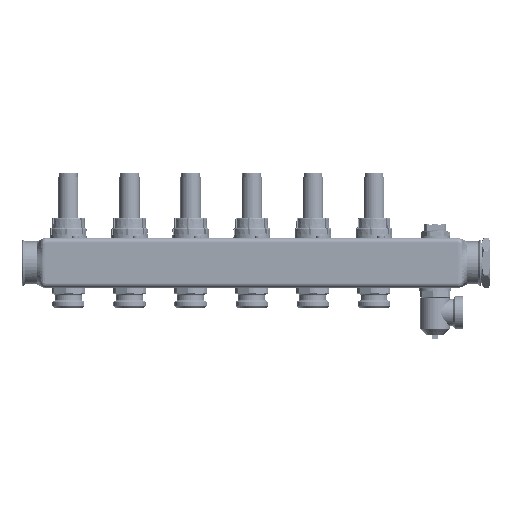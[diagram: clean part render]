
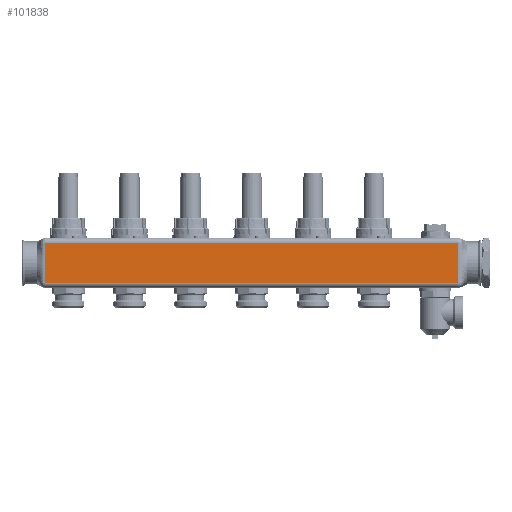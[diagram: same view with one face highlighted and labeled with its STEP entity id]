
A CAD part, top view. The second image highlights one B-rep face of the part: STEP entity #101838.
In plain terms, the highlighted planar face has unit normal (0, 0, 1).
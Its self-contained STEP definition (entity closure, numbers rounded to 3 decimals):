
#61333=CARTESIAN_POINT('',(-19.,16.302,
20.5));
#61554=DIRECTION('',(1.,0.,0.));
#61555=VECTOR('',#61554,338.);
#61556=CARTESIAN_POINT('',(-19.,-16.302,
20.5));
#61557=LINE('',#61556,#61555);
#61558=DIRECTION('',(1.,0.,0.));
#61559=VECTOR('',#61558,338.);
#61560=CARTESIAN_POINT('',(-19.,16.302,
20.5));
#61561=LINE('',#61560,#61559);
#61562=CARTESIAN_POINT('',(319.,16.302,20.5));
#61563=CARTESIAN_POINT('',(319.,15.592,20.5));
#61564=CARTESIAN_POINT('',(319.,14.183,20.5));
#61565=CARTESIAN_POINT('',(319.,11.401,20.5));
#61566=CARTESIAN_POINT('',(319.,7.989,20.5));
#61567=CARTESIAN_POINT('',(319.,4.643,20.5));
#61568=CARTESIAN_POINT('',(319.,1.987,20.5));
#61569=CARTESIAN_POINT('',(319.,-0.662,
20.5));
#61570=CARTESIAN_POINT('',(319.,-3.311,
20.5));
#61571=CARTESIAN_POINT('',(319.,-5.981,
20.5));
#61572=CARTESIAN_POINT('',(319.,-7.999,
20.5));
#61573=CARTESIAN_POINT('',(319.,-10.036,
20.5));
#61574=CARTESIAN_POINT('',(319.,-11.753,
20.5));
#61575=CARTESIAN_POINT('',(319.,-12.966,
20.5));
#61576=CARTESIAN_POINT('',(319.,-13.663,
20.5));
#61577=CARTESIAN_POINT('',(319.,-14.187,
20.5));
#61578=CARTESIAN_POINT('',(319.,-14.713,
20.5));
#61579=CARTESIAN_POINT('',(319.,-15.153,
20.5));
#61580=CARTESIAN_POINT('',(319.,-15.506,
20.5));
#61581=CARTESIAN_POINT('',(319.,-15.771,
20.5));
#61582=CARTESIAN_POINT('',(319.,-15.992,
20.5));
#61583=CARTESIAN_POINT('',(319.,-16.169,
20.5));
#61584=CARTESIAN_POINT('',(319.,-16.258,
20.5));
#61585=CARTESIAN_POINT('',(319.,-16.302,
20.5));
#61820=CARTESIAN_POINT('',(-19.,16.302,
20.5));
#61821=CARTESIAN_POINT('',(-19.,15.592,
20.5));
#61822=CARTESIAN_POINT('',(-19.,14.183,
20.5));
#61823=CARTESIAN_POINT('',(-19.,11.401,
20.5));
#61824=CARTESIAN_POINT('',(-19.,7.989,
20.5));
#61825=CARTESIAN_POINT('',(-19.,4.643,
20.5));
#61826=CARTESIAN_POINT('',(-19.,1.987,
20.5));
#61827=CARTESIAN_POINT('',(-19.,-0.662,
20.5));
#61828=CARTESIAN_POINT('',(-19.,-3.311,
20.5));
#61829=CARTESIAN_POINT('',(-19.,-5.981,
20.5));
#61830=CARTESIAN_POINT('',(-19.,-7.999,
20.5));
#61831=CARTESIAN_POINT('',(-19.,-10.036,
20.5));
#61832=CARTESIAN_POINT('',(-19.,-11.753,
20.5));
#61833=CARTESIAN_POINT('',(-19.,-12.966,
20.5));
#61834=CARTESIAN_POINT('',(-19.,-13.663,
20.5));
#61835=CARTESIAN_POINT('',(-19.,-14.187,
20.5));
#61836=CARTESIAN_POINT('',(-19.,-14.713,
20.5));
#61837=CARTESIAN_POINT('',(-19.,-15.153,
20.5));
#61838=CARTESIAN_POINT('',(-19.,-15.506,
20.5));
#61839=CARTESIAN_POINT('',(-19.,-15.771,
20.5));
#61840=CARTESIAN_POINT('',(-19.,-15.992,
20.5));
#61841=CARTESIAN_POINT('',(-19.,-16.169,
20.5));
#61842=CARTESIAN_POINT('',(-19.,-16.258,
20.5));
#61843=CARTESIAN_POINT('',(-19.,-16.302,
20.5));
#61858=CARTESIAN_POINT('',(-19.,-16.302,
20.5));
#71220=VERTEX_POINT('',#61333);
#71221=VERTEX_POINT('',#61858);
#71502=CARTESIAN_POINT('',(319.,16.302,20.5));
#71503=VERTEX_POINT('',#71502);
#71504=VERTEX_POINT('',#61585);
#101825=CARTESIAN_POINT('',(25.,16.302,20.5));
#101826=DIRECTION('',(0.,0.,1.));
#101827=DIRECTION('',(0.,-1.,0.));
#101828=AXIS2_PLACEMENT_3D('',#101825,#101826,#101827);
#101829=PLANE('',#101828);
#101830=ORIENTED_EDGE('',*,*,#101113,.T.);
#101832=ORIENTED_EDGE('',*,*,#101831,.T.);
#101833=ORIENTED_EDGE('',*,*,#101816,.F.);
#101835=ORIENTED_EDGE('',*,*,#101834,.F.);
#101836=EDGE_LOOP('',(#101830,#101832,#101833,#101835));
#101837=FACE_OUTER_BOUND('',#101836,.F.);
#101838=ADVANCED_FACE('',(#101837),#101829,.T.);
#61586=B_SPLINE_CURVE_WITH_KNOTS('',3,(#61562,#61563,#61564,#61565,#61566,
#61567,#61568,#61569,#61570,#61571,#61572,#61573,#61574,#61575,#61576,#61577,
#61578,#61579,#61580,#61581,#61582,#61583,#61584,#61585),.UNSPECIFIED.,.F.,.F.,(
4,1,1,1,1,1,1,1,1,1,1,1,1,1,1,1,1,1,1,1,1,4),(0.,0.062,
0.125,0.25,0.375,0.437,
0.5,0.625,0.688,0.75,
0.812,0.875,0.906,0.922,
0.937,0.953,0.969,0.977,
0.984,0.992,0.996,1.),.UNSPECIFIED.);
#61844=B_SPLINE_CURVE_WITH_KNOTS('',3,(#61820,#61821,#61822,#61823,#61824,
#61825,#61826,#61827,#61828,#61829,#61830,#61831,#61832,#61833,#61834,#61835,
#61836,#61837,#61838,#61839,#61840,#61841,#61842,#61843),.UNSPECIFIED.,.F.,.F.,(
4,1,1,1,1,1,1,1,1,1,1,1,1,1,1,1,1,1,1,1,1,4),(0.,0.062,
0.125,0.25,0.375,0.437,
0.5,0.625,0.688,0.75,
0.812,0.875,0.906,0.922,
0.937,0.953,0.969,0.977,
0.984,0.992,0.996,1.),.UNSPECIFIED.);
#101113=EDGE_CURVE('',#71220,#71503,#61561,.T.);
#101816=EDGE_CURVE('',#71221,#71504,#61557,.T.);
#101831=EDGE_CURVE('',#71503,#71504,#61586,.T.);
#101834=EDGE_CURVE('',#71220,#71221,#61844,.T.);
